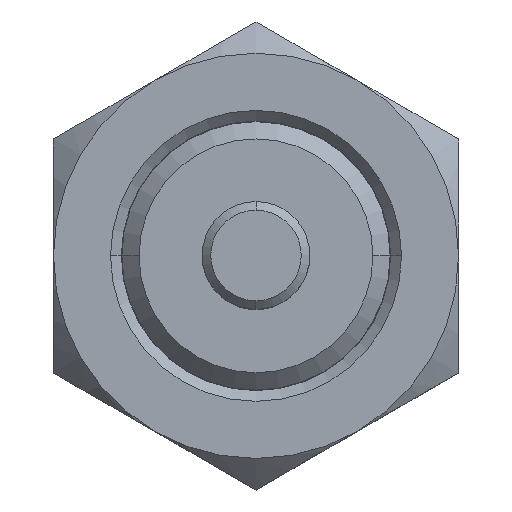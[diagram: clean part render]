
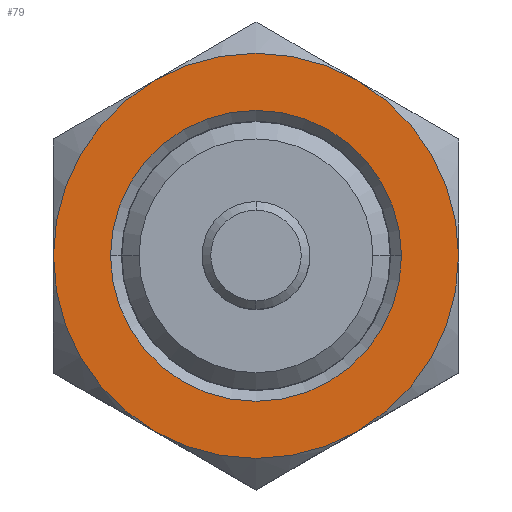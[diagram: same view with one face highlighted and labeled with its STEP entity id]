
A CAD part, top view. The second image highlights one B-rep face of the part: STEP entity #79.
In plain terms, the highlighted planar face has unit normal (0, 0, 1).
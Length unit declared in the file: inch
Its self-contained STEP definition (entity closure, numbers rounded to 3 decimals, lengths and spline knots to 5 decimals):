
#8 = EDGE_CURVE ( 'NONE', #743, #3005, #1232, .T. ) ;
#25 = CARTESIAN_POINT ( 'NONE',  ( 0., 0., 0.19 ) ) ;
#50 = ORIENTED_EDGE ( 'NONE', *, *, #1298, .T. ) ;
#79 = ADVANCED_FACE ( 'NONE', ( #380, #1654 ), #238, .F. ) ;
#170 = CARTESIAN_POINT ( 'NONE',  ( 0.3375, 0., 0.19 ) ) ;
#181 = CARTESIAN_POINT ( 'NONE',  ( 0., 0., 0.19 ) ) ;
#238 = PLANE ( 'NONE',  #1341 ) ;
#278 = DIRECTION ( 'NONE',  ( -1., 0., 0. ) ) ;
#281 = EDGE_CURVE ( 'NONE', #817, #1307, #1348, .T. ) ;
#345 = CARTESIAN_POINT ( 'NONE',  ( 0., 0., 0.19 ) ) ;
#380 = FACE_BOUND ( 'NONE', #698, .T. ) ;
#383 = VERTEX_POINT ( 'NONE', #1952 ) ;
#395 = DIRECTION ( 'NONE',  ( 0., 0., -1. ) ) ;
#419 = DIRECTION ( 'NONE',  ( -1., 0., 0. ) ) ;
#427 = CARTESIAN_POINT ( 'NONE',  ( 0., 0., 0.19 ) ) ;
#452 = CIRCLE ( 'NONE', #2745, 0.3375 ) ;
#545 = ORIENTED_EDGE ( 'NONE', *, *, #2471, .F. ) ;
#585 = DIRECTION ( 'NONE',  ( 1., 0., 0. ) ) ;
#591 = ORIENTED_EDGE ( 'NONE', *, *, #1532, .T. ) ;
#670 = DIRECTION ( 'NONE',  ( -1., 0., 0. ) ) ;
#698 = EDGE_LOOP ( 'NONE', ( #50, #1622 ) ) ;
#713 = DIRECTION ( 'NONE',  ( 0., 0., -1. ) ) ;
#723 = CARTESIAN_POINT ( 'NONE',  ( 0., 0., 0.19 ) ) ;
#743 = VERTEX_POINT ( 'NONE', #2045 ) ;
#817 = VERTEX_POINT ( 'NONE', #934 ) ;
#885 = DIRECTION ( 'NONE',  ( 0., 0., -1. ) ) ;
#934 = CARTESIAN_POINT ( 'NONE',  ( -0.3375, 0., 0.19 ) ) ;
#942 = CARTESIAN_POINT ( 'NONE',  ( 0., 0.54271, 0.19 ) ) ;
#960 = DIRECTION ( 'NONE',  ( -1., 0., 0. ) ) ;
#1125 = AXIS2_PLACEMENT_3D ( 'NONE', #1184, #2889, #1440 ) ;
#1129 = ORIENTED_EDGE ( 'NONE', *, *, #8, .F. ) ;
#1134 = CARTESIAN_POINT ( 'NONE',  ( 0.235, -0.40703, 0.19 ) ) ;
#1184 = CARTESIAN_POINT ( 'NONE',  ( 0., 0., 0.19 ) ) ;
#1232 = CIRCLE ( 'NONE', #3032, 0.47 ) ;
#1254 = EDGE_CURVE ( 'NONE', #1761, #1991, #2326, .T. ) ;
#1298 = EDGE_CURVE ( 'NONE', #1307, #817, #452, .T. ) ;
#1307 = VERTEX_POINT ( 'NONE', #170 ) ;
#1321 = CARTESIAN_POINT ( 'NONE',  ( 0.235, 0.40703, 0.19 ) ) ;
#1340 = ORIENTED_EDGE ( 'NONE', *, *, #1793, .F. ) ;
#1341 = AXIS2_PLACEMENT_3D ( 'NONE', #942, #713, #2409 ) ;
#1348 = CIRCLE ( 'NONE', #2654, 0.3375 ) ;
#1440 = DIRECTION ( 'NONE',  ( -1., 0., 0. ) ) ;
#1502 = VERTEX_POINT ( 'NONE', #2728 ) ;
#1503 = EDGE_LOOP ( 'NONE', ( #1340, #545, #2316, #2038, #591, #1129 ) ) ;
#1532 = EDGE_CURVE ( 'NONE', #1502, #3005, #1852, .T. ) ;
#1622 = ORIENTED_EDGE ( 'NONE', *, *, #281, .T. ) ;
#1654 = FACE_OUTER_BOUND ( 'NONE', #1503, .T. ) ;
#1709 = DIRECTION ( 'NONE',  ( 0., 0., -1. ) ) ;
#1761 = VERTEX_POINT ( 'NONE', #1134 ) ;
#1793 = EDGE_CURVE ( 'NONE', #383, #743, #2319, .T. ) ;
#1845 = CARTESIAN_POINT ( 'NONE',  ( 0., 0., 0.19 ) ) ;
#1852 = CIRCLE ( 'NONE', #2518, 0.47 ) ;
#1868 = DIRECTION ( 'NONE',  ( 0., 0., -1. ) ) ;
#1952 = CARTESIAN_POINT ( 'NONE',  ( -0.47, 0., 0.19 ) ) ;
#1991 = VERTEX_POINT ( 'NONE', #2325 ) ;
#2036 = DIRECTION ( 'NONE',  ( 0., 0., 1. ) ) ;
#2038 = ORIENTED_EDGE ( 'NONE', *, *, #2883, .F. ) ;
#2045 = CARTESIAN_POINT ( 'NONE',  ( -0.235, 0.40703, 0.19 ) ) ;
#2098 = DIRECTION ( 'NONE',  ( -1., 0., 0. ) ) ;
#2132 = DIRECTION ( 'NONE',  ( 0., 0., -1. ) ) ;
#2206 = CIRCLE ( 'NONE', #2538, 0.47 ) ;
#2252 = AXIS2_PLACEMENT_3D ( 'NONE', #1845, #395, #2098 ) ;
#2296 = AXIS2_PLACEMENT_3D ( 'NONE', #25, #1709, #278 ) ;
#2316 = ORIENTED_EDGE ( 'NONE', *, *, #1254, .F. ) ;
#2319 = CIRCLE ( 'NONE', #2296, 0.47 ) ;
#2325 = CARTESIAN_POINT ( 'NONE',  ( -0.235, -0.40703, 0.19 ) ) ;
#2326 = CIRCLE ( 'NONE', #2252, 0.47 ) ;
#2344 = CARTESIAN_POINT ( 'NONE',  ( 0., 0., 0.19 ) ) ;
#2409 = DIRECTION ( 'NONE',  ( -1., 0., 0. ) ) ;
#2424 = DIRECTION ( 'NONE',  ( 0., 0., -1. ) ) ;
#2471 = EDGE_CURVE ( 'NONE', #1991, #383, #2650, .T. ) ;
#2518 = AXIS2_PLACEMENT_3D ( 'NONE', #345, #2036, #585 ) ;
#2538 = AXIS2_PLACEMENT_3D ( 'NONE', #181, #1868, #419 ) ;
#2591 = DIRECTION ( 'NONE',  ( -1., 0., 0. ) ) ;
#2650 = CIRCLE ( 'NONE', #1125, 0.47 ) ;
#2654 = AXIS2_PLACEMENT_3D ( 'NONE', #723, #2424, #960 ) ;
#2728 = CARTESIAN_POINT ( 'NONE',  ( 0.47, 0., 0.19 ) ) ;
#2745 = AXIS2_PLACEMENT_3D ( 'NONE', #2344, #885, #2591 ) ;
#2883 = EDGE_CURVE ( 'NONE', #1502, #1761, #2206, .T. ) ;
#2889 = DIRECTION ( 'NONE',  ( 0., 0., -1. ) ) ;
#3005 = VERTEX_POINT ( 'NONE', #1321 ) ;
#3032 = AXIS2_PLACEMENT_3D ( 'NONE', #427, #2132, #670 ) ;
